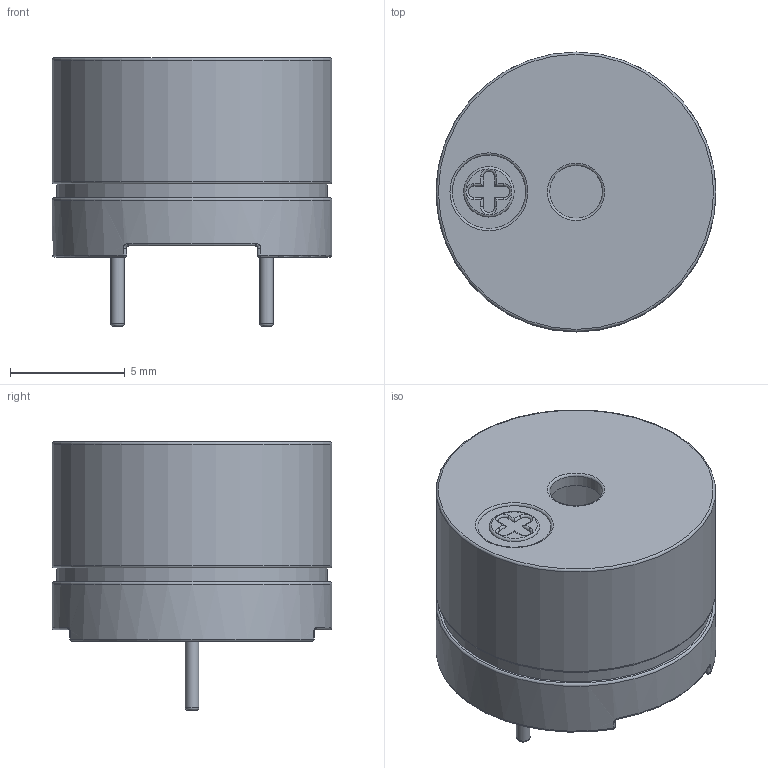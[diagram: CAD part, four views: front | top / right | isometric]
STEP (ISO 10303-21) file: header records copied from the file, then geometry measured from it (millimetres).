
FILE_DESCRIPTION(('STEP AP214'), '1');
FILE_NAME('AT-1220-TT-10-R', '2016-05-14T01:46:41', ('Nobody'), (''), 'ASCON STEP Converter 1.3', 'ASCON Math Kernel', '');
FILE_SCHEMA(('AUTOMOTIVE_DESIGN { 1 0 10303 214 3 1 1}'));
Length unit declared in the file: millimetre
Bounding box: 12.2 x 12.2 x 11.7 mm (x, y, z)
Volume: 473.2 mm3; surface area: 964.9 mm2
Topology: 3 solids, 3 shells, 108 faces, 233 edges, 133 vertices
Faces by surface type: cylinder 36, plane 34, torus 22, bspline 9, sphere 7
Full cylindrical faces by diameter (mm): 0.6 x2, 1.5 x2, 2.3 x1, 9.8 x2, 11.8 x1, 12.2 x2
Entity records: 4131 total; most frequent: CARTESIAN_POINT 1000, DIRECTION 490, ORIENTED_EDGE 410, AXIS2_PLACEMENT_3D 213, EDGE_CURVE 205, EDGE_LOOP 138, VERTEX_POINT 133, CIRCLE 113
